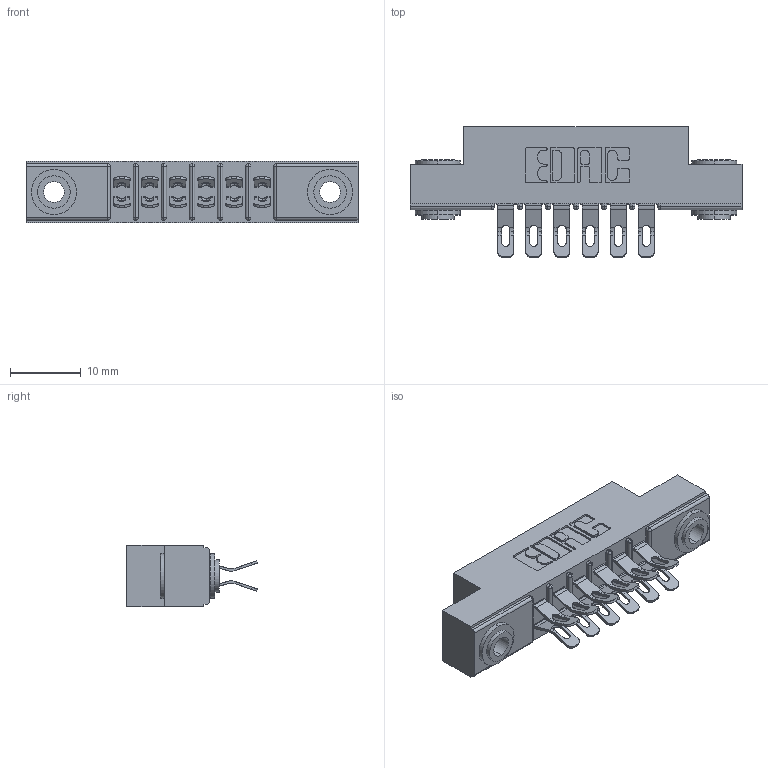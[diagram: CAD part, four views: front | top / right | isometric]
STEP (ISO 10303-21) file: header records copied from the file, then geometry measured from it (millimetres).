
FILE_DESCRIPTION (( 'STEP AP203' ), '1' );
FILE_NAME ('355-012-555-503.STEP', '2019-09-11T00:56:24', ( '' ), ( '' ), 'SwSTEP 2.0', 'SolidWorks 2016', '' );
FILE_SCHEMA (( 'CONFIG_CONTROL_DESIGN' ));
Length unit declared in the file: inch
Products named in the file (4): 345-250-002_345-250-002-102; 305 Part_.156 Dia; 355-012-555-503; 305-290-001_555
Assembly tree (15 placements, depth 2):
  355-012-555-503
    305 Part_.156 Dia
    305-290-001_555  x12
    345-250-002_345-250-002-102  x2
Bounding box: 46.79 x 18.41 x 8.71 mm (x, y, z)
Volume: 2903.6 mm3; surface area: 5205.5 mm2
Topology: 15 solids, 15 shells, 960 faces, 2798 edges, 1828 vertices
Faces by surface type: plane 476, cylinder 452, sphere 24, cone 8
Entity records: 12568 total; most frequent: CARTESIAN_POINT 2079, DIRECTION 2050, ORIENTED_EDGE 2040, EDGE_CURVE 1020, VECTOR 756, LINE 756, VERTEX_POINT 660, AXIS2_PLACEMENT_3D 647
